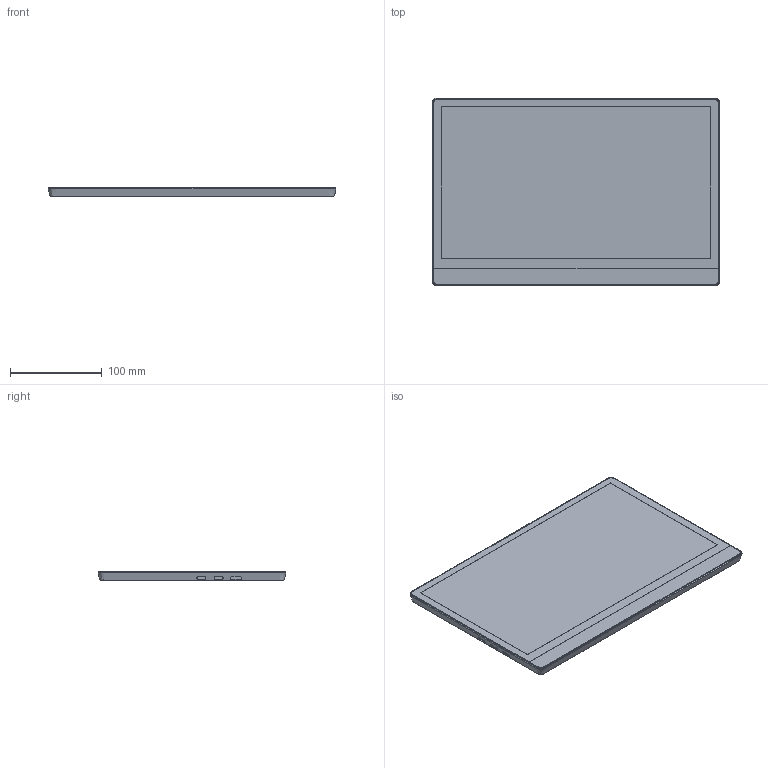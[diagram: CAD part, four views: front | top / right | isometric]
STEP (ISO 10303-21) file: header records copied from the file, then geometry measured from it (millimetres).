
FILE_DESCRIPTION(/* description */ (''),/* implementation_level */ '2;1');
FILE_NAME(/* name */ 'UPERFECT 4K Portable Monitor for Laptop - 13.3 UHD 3840x2160.step',/* time_stamp */ '2023-02-22T23:54:42+08:00',/* author */ (''),/* organization */ (''),/* preprocessor_version */ 'ST-DEVELOPER v19.2',/* originating_system */ 'Autodesk Translation Framework v11.17.0.187',/* authorisation */ '');
FILE_SCHEMA (('AUTOMOTIVE_DESIGN { 1 0 10303 214 3 1 1 }'));
Length unit declared in the file: millimetre
Products named in the file (1): UPERFECT 4K Portable Monitor for Laptop - 13.3 UHD 3840x2160
Bounding box: 314.29 x 205.28 x 10 mm (x, y, z)
Surface area: 520372.8 mm2
Topology: 6 solids, 6 shells, 261 faces, 658 edges, 429 vertices
Faces by surface type: cylinder 109, plane 92, bspline 50, torus 10
Full cylindrical faces by diameter (mm): 1 x70, 4 x1
Entity records: 13932 total; most frequent: CARTESIAN_POINT 7510, ORIENTED_EDGE 1316, DIRECTION 1177, EDGE_CURVE 658, AXIS2_PLACEMENT_3D 447, VERTEX_POINT 429, EDGE_LOOP 419, LINE 283
